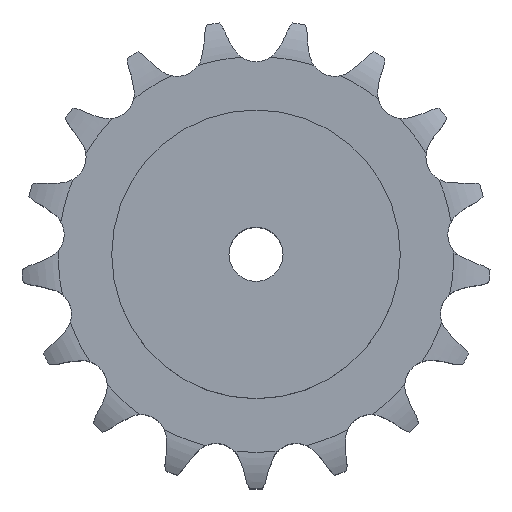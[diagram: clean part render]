
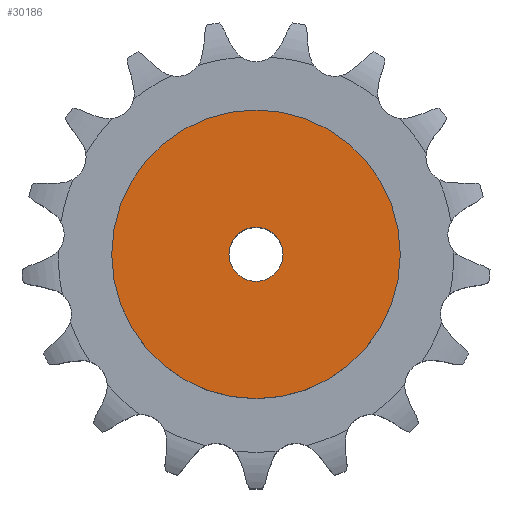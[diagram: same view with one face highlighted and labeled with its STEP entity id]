
A CAD part, top view. The second image highlights one B-rep face of the part: STEP entity #30186.
In plain terms, the highlighted planar face has unit normal (0, 0, 1).
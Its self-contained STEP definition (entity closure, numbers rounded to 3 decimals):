
#16210 = CYLINDRICAL_SURFACE('',#16211,15.);
#16211 = AXIS2_PLACEMENT_3D('',#16212,#16213,#16214);
#16212 = CARTESIAN_POINT('',(0.,0.,422.354));
#16213 = DIRECTION('',(0.,0.,1.));
#16214 = DIRECTION('',(1.,0.,0.));
#20579 = EDGE_CURVE('',#20580,#20580,#20582,.T.);
#20580 = VERTEX_POINT('',#20581);
#20581 = CARTESIAN_POINT('',(15.,0.,120.));
#20582 = SURFACE_CURVE('',#20583,(#20588,#20595),.PCURVE_S1.);
#20583 = CIRCLE('',#20584,15.);
#20584 = AXIS2_PLACEMENT_3D('',#20585,#20586,#20587);
#20585 = CARTESIAN_POINT('',(0.,0.,120.));
#20586 = DIRECTION('',(0.,0.,1.));
#20587 = DIRECTION('',(1.,0.,0.));
#20588 = PCURVE('',#16210,#20589);
#20589 = DEFINITIONAL_REPRESENTATION('',(#20590),#20594);
#20590 = LINE('',#20591,#20592);
#20591 = CARTESIAN_POINT('',(0.,-302.354));
#20592 = VECTOR('',#20593,1.);
#20593 = DIRECTION('',(1.,0.));
#20594 = ( GEOMETRIC_REPRESENTATION_CONTEXT(2) 
PARAMETRIC_REPRESENTATION_CONTEXT() REPRESENTATION_CONTEXT('2D SPACE',''
  ) );
#20595 = PCURVE('',#20596,#20601);
#20596 = PLANE('',#20597);
#20597 = AXIS2_PLACEMENT_3D('',#20598,#20599,#20600);
#20598 = CARTESIAN_POINT('',(0.,0.,120.
    ));
#20599 = DIRECTION('',(0.,0.,1.));
#20600 = DIRECTION('',(1.,0.,0.));
#20601 = DEFINITIONAL_REPRESENTATION('',(#20602),#20606);
#20602 = CIRCLE('',#20603,15.);
#20603 = AXIS2_PLACEMENT_2D('',#20604,#20605);
#20604 = CARTESIAN_POINT('',(0.,0.));
#20605 = DIRECTION('',(1.,0.));
#20606 = ( GEOMETRIC_REPRESENTATION_CONTEXT(2) 
PARAMETRIC_REPRESENTATION_CONTEXT() REPRESENTATION_CONTEXT('2D SPACE',''
  ) );
#30186 = ADVANCED_FACE('',(#30187,#30218),#20596,.T.);
#30187 = FACE_BOUND('',#30188,.T.);
#30188 = EDGE_LOOP('',(#30189));
#30189 = ORIENTED_EDGE('',*,*,#30190,.T.);
#30190 = EDGE_CURVE('',#30191,#30191,#30193,.T.);
#30191 = VERTEX_POINT('',#30192);
#30192 = CARTESIAN_POINT('',(80.,0.,120.));
#30193 = SURFACE_CURVE('',#30194,(#30199,#30206),.PCURVE_S1.);
#30194 = CIRCLE('',#30195,80.);
#30195 = AXIS2_PLACEMENT_3D('',#30196,#30197,#30198);
#30196 = CARTESIAN_POINT('',(0.,0.,120.));
#30197 = DIRECTION('',(0.,0.,1.));
#30198 = DIRECTION('',(1.,0.,0.));
#30199 = PCURVE('',#20596,#30200);
#30200 = DEFINITIONAL_REPRESENTATION('',(#30201),#30205);
#30201 = CIRCLE('',#30202,80.);
#30202 = AXIS2_PLACEMENT_2D('',#30203,#30204);
#30203 = CARTESIAN_POINT('',(0.,0.));
#30204 = DIRECTION('',(1.,0.));
#30205 = ( GEOMETRIC_REPRESENTATION_CONTEXT(2) 
PARAMETRIC_REPRESENTATION_CONTEXT() REPRESENTATION_CONTEXT('2D SPACE',''
  ) );
#30206 = PCURVE('',#30207,#30212);
#30207 = CYLINDRICAL_SURFACE('',#30208,80.);
#30208 = AXIS2_PLACEMENT_3D('',#30209,#30210,#30211);
#30209 = CARTESIAN_POINT('',(0.,0.,0.));
#30210 = DIRECTION('',(-0.,-0.,-1.));
#30211 = DIRECTION('',(1.,0.,0.));
#30212 = DEFINITIONAL_REPRESENTATION('',(#30213),#30217);
#30213 = LINE('',#30214,#30215);
#30214 = CARTESIAN_POINT('',(-0.,-120.));
#30215 = VECTOR('',#30216,1.);
#30216 = DIRECTION('',(-1.,0.));
#30217 = ( GEOMETRIC_REPRESENTATION_CONTEXT(2) 
PARAMETRIC_REPRESENTATION_CONTEXT() REPRESENTATION_CONTEXT('2D SPACE',''
  ) );
#30218 = FACE_BOUND('',#30219,.T.);
#30219 = EDGE_LOOP('',(#30220));
#30220 = ORIENTED_EDGE('',*,*,#20579,.F.);
